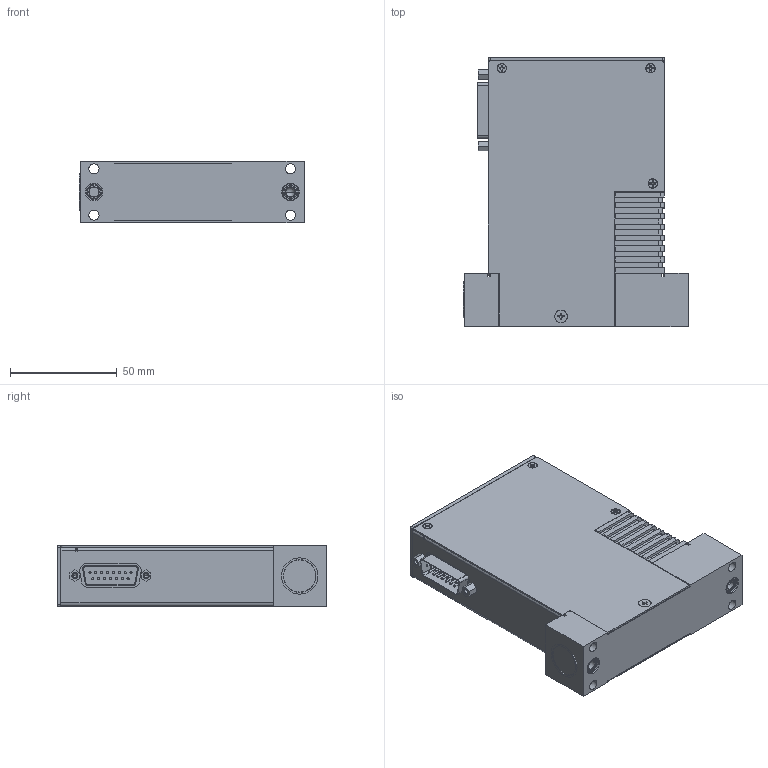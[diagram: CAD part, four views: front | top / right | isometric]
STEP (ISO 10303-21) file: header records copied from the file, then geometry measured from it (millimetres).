
FILE_DESCRIPTION((''),'2;1');
FILE_NAME('P4B_15-PIN_C-SEAL_ASM','2015-10-06T',('cockrofm'),(''),'PRO/ENGINEER BY PARAMETRIC TECHNOLOGY CORPORATION, 2011490','PRO/ENGINEER BY PARAMETRIC TECHNOLOGY CORPORATION, 2011490','');
FILE_SCHEMA(('CONFIG_CONTROL_DESIGN'));
Length unit declared in the file: inch
Products named in the file (42): 1020806_PLATE_COVER_1; 1031369_DISC_1; 1029908-003_15-PIN_1; 1033239_STANDOFF_1; 1029908-002_9-PIN_ASM_1_ASM; 1025430_TOP_PLATE_1; 160-0172_JACKSCREW_316X316_4-40; 1020465_PWB_DISPLAY_1; 043-7916_DISPLAY_1; 044-8533_LED-INDICATOR_1; 1020466_CCA_DISPLAY_ASM_1_ASM; 1026189-002_1; 160-0086_1; 160-6310_1; 160-0155_2-32_TYPE-B_3-16-LNG_1; 1034133_HEATSINK_1; 160-9715_1; 160-3974_1; 114-9989_CONN_RJ45_1; MANIFOLD_SOLID_BREP_30986; MANIFOLD_SOLID_BREP_31074; MANIFOLD_SOLID_BREP_31162; MANIFOLD_SOLID_BREP_31250; MANIFOLD_SOLID_BREP_31338; MANIFOLD_SOLID_BREP_31426; MANIFOLD_SOLID_BREP_31514; MANIFOLD_SOLID_BREP_31602; MANIFOLD_SOLID_BREP_31690; MANIFOLD_SOLID_BREP_31778; MANIFOLD_SOLID_BREP_31866; MANIFOLD_SOLID_BREP_31954; MANIFOLD_SOLID_BREP_32042; MANIFOLD_SOLID_BREP_32130; MANIFOLD_SOLID_BREP_32218; MANIFOLD_SOLID_BREP_32306; _110-9986_MFR-PART_MD15M3S000_1; 110-9986_MFR-PART_MD15M3S000_1_ASM; 1020001_W-SEAL_9-PIN_ASM_ASM; 1015944_FLOWBODY; 136492_PIN ...
Assembly tree (54 placements, depth 4):
  P4B_15-PIN_C-SEAL_ASM
    1020001_W-SEAL_9-PIN_ASM_ASM
      1020806_PLATE_COVER_1
      1031369_DISC_1
      1029908-002_9-PIN_ASM_1_ASM
        1029908-003_15-PIN_1
        1033239_STANDOFF_1  x3
      1025430_TOP_PLATE_1
      160-0172_JACKSCREW_316X316_4-40  x2
      1020466_CCA_DISPLAY_ASM_1_ASM
        1020465_PWB_DISPLAY_1
        043-7916_DISPLAY_1
        044-8533_LED-INDICATOR_1  x2
      1026189-002_1
      160-0086_1  x5
      160-6310_1  x3
      160-0155_2-32_TYPE-B_3-16-LNG_1  x2
      1034133_HEATSINK_1
      160-9715_1
      160-3974_1  x3
      114-9989_CONN_RJ45_1
      110-9986_MFR-PART_MD15M3S000_1_ASM
        MANIFOLD_SOLID_BREP_30986
        MANIFOLD_SOLID_BREP_31074
        MANIFOLD_SOLID_BREP_31162
        MANIFOLD_SOLID_BREP_31250
        MANIFOLD_SOLID_BREP_31338
        MANIFOLD_SOLID_BREP_31426
        MANIFOLD_SOLID_BREP_31514
        MANIFOLD_SOLID_BREP_31602
        MANIFOLD_SOLID_BREP_31690
        MANIFOLD_SOLID_BREP_31778
        MANIFOLD_SOLID_BREP_31866
        MANIFOLD_SOLID_BREP_31954
        MANIFOLD_SOLID_BREP_32042
        MANIFOLD_SOLID_BREP_32130
        MANIFOLD_SOLID_BREP_32218
        MANIFOLD_SOLID_BREP_32306
        _110-9986_MFR-PART_MD15M3S000_1
    1015944_FLOWBODY_W-PIN_ASM
      1015944_FLOWBODY
      136492_PIN
Bounding box: 105.36 x 126.24 x 28.57 mm (x, y, z)
Volume: 112187.7 mm3; surface area: 90140.8 mm2
Topology: 48 solids, 61 shells, 1549 faces, 3701 edges, 2328 vertices
Faces by surface type: cylinder 652, plane 617, extrusion 120, cone 108, torus 36, sphere 12, bspline 4
Entity records: 34601 total; most frequent: CARTESIAN_POINT 7090, DIRECTION 5805, ORIENTED_EDGE 5274, EDGE_CURVE 2658, AXIS2_PLACEMENT_3D 2111, VERTEX_POINT 1800, VECTOR 1583, LINE 1543
